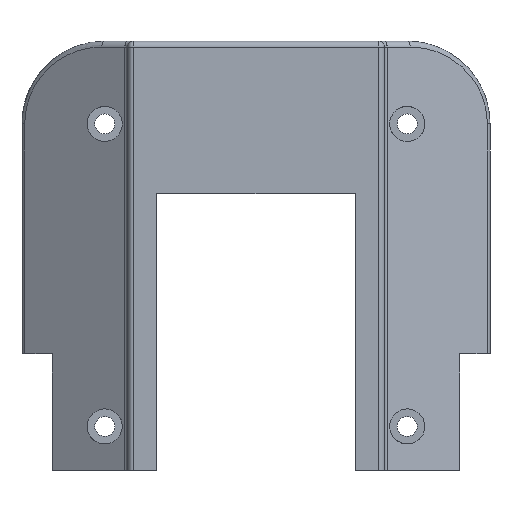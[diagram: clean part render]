
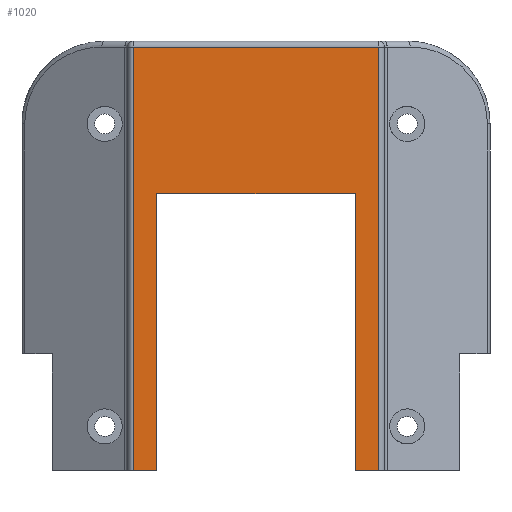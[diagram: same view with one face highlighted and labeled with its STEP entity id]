
A CAD part, left-side view. The second image highlights one B-rep face of the part: STEP entity #1020.
In plain terms, the highlighted face is planar.
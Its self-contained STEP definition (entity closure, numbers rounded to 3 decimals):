
#79=PLANE('',#1143);
#154=FACE_OUTER_BOUND('',#227,.T.);
#227=EDGE_LOOP('',(#868,#869,#870,#871,#872,#873,#874,#875));
#300=LINE('',#1657,#380);
#307=LINE('',#1673,#387);
#312=LINE('',#1734,#392);
#315=LINE('',#1749,#395);
#318=LINE('',#1753,#398);
#323=LINE('',#1814,#403);
#324=LINE('',#1815,#404);
#325=LINE('',#1816,#405);
#380=VECTOR('',#1314,10.);
#387=VECTOR('',#1329,10.);
#392=VECTOR('',#1362,10.);
#395=VECTOR('',#1379,10.);
#398=VECTOR('',#1384,10.);
#403=VECTOR('',#1417,10.);
#404=VECTOR('',#1418,10.);
#405=VECTOR('',#1419,10.);
#522=VERTEX_POINT('',#1654);
#523=VERTEX_POINT('',#1656);
#527=VERTEX_POINT('',#1670);
#528=VERTEX_POINT('',#1672);
#533=VERTEX_POINT('',#1726);
#538=VERTEX_POINT('',#1742);
#540=VERTEX_POINT('',#1747);
#547=VERTEX_POINT('',#1813);
#623=EDGE_CURVE('',#522,#523,#300,.T.);
#631=EDGE_CURVE('',#527,#528,#307,.T.);
#645=EDGE_CURVE('',#533,#522,#312,.T.);
#652=EDGE_CURVE('',#540,#538,#315,.T.);
#655=EDGE_CURVE('',#538,#533,#318,.T.);
#668=EDGE_CURVE('',#547,#540,#323,.T.);
#669=EDGE_CURVE('',#547,#528,#324,.T.);
#670=EDGE_CURVE('',#527,#523,#325,.T.);
#868=ORIENTED_EDGE('',*,*,#645,.F.);
#869=ORIENTED_EDGE('',*,*,#655,.F.);
#870=ORIENTED_EDGE('',*,*,#652,.F.);
#871=ORIENTED_EDGE('',*,*,#668,.F.);
#872=ORIENTED_EDGE('',*,*,#669,.T.);
#873=ORIENTED_EDGE('',*,*,#631,.F.);
#874=ORIENTED_EDGE('',*,*,#670,.T.);
#875=ORIENTED_EDGE('',*,*,#623,.F.);
#1020=ADVANCED_FACE('',(#154),#79,.F.);
#1143=AXIS2_PLACEMENT_3D('',#1812,#1415,#1416);
#1314=DIRECTION('',(0.,1.,0.));
#1329=DIRECTION('',(0.,1.,0.));
#1362=DIRECTION('',(1.,0.,0.));
#1379=DIRECTION('',(-1.,0.,0.));
#1384=DIRECTION('',(0.,-1.,0.));
#1415=DIRECTION('center_axis',(0.,0.,
1.));
#1416=DIRECTION('ref_axis',(0.,1.,0.));
#1417=DIRECTION('',(0.,1.,0.));
#1418=DIRECTION('',(-1.,0.,0.));
#1419=DIRECTION('',(1.,0.,0.));
#1654=CARTESIAN_POINT('',(33.45,-20.95,-26.85));
#1656=CARTESIAN_POINT('',(33.45,-16.95,-26.85));
#1657=CARTESIAN_POINT('',(33.45,-10.975,-26.85));
#1670=CARTESIAN_POINT('',(-13.95,-16.95,-26.85));
#1672=CARTESIAN_POINT('',(-13.95,16.95,-26.85));
#1673=CARTESIAN_POINT('',(-13.95,-16.95,-26.85));
#1726=CARTESIAN_POINT('',(-39.,-20.95,-26.85));
#1734=CARTESIAN_POINT('',(44.75,-20.95,-26.85));
#1742=CARTESIAN_POINT('',(-39.,20.95,-26.85));
#1747=CARTESIAN_POINT('',(33.45,20.95,-26.85));
#1749=CARTESIAN_POINT('',(44.75,20.95,-26.85));
#1753=CARTESIAN_POINT('',(-39.,-10.975,-26.85));
#1812=CARTESIAN_POINT('Origin',(44.75,-21.95,-26.85));
#1813=CARTESIAN_POINT('',(33.45,16.95,-26.85));
#1814=CARTESIAN_POINT('',(33.45,-10.975,-26.85));
#1815=CARTESIAN_POINT('',(44.75,16.95,-26.85));
#1816=CARTESIAN_POINT('',(44.75,-16.95,-26.85));
